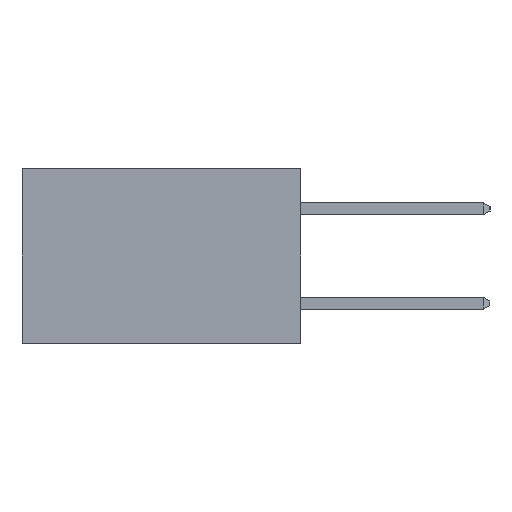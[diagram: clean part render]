
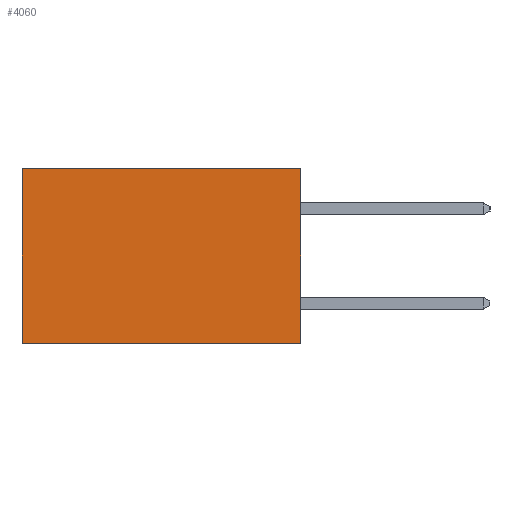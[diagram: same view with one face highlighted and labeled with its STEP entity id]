
A CAD part, left-side view. The second image highlights one B-rep face of the part: STEP entity #4060.
In plain terms, the highlighted planar face has unit normal (-1, 0, 0).
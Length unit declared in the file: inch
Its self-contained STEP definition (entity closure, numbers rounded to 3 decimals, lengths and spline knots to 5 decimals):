
#33 = EDGE_CURVE ( 'NONE', #7114, #6942, #13567, .T. ) ;
#100 = ORIENTED_EDGE ( 'NONE', *, *, #33, .F. ) ;
#790 = EDGE_CURVE ( 'NONE', #7114, #9699, #12095, .T. ) ;
#1445 = CARTESIAN_POINT ( 'NONE',  ( 0.277, 0.59, -0.37 ) ) ;
#1811 = VECTOR ( 'NONE', #5454, 39.37008 ) ;
#3151 = VECTOR ( 'NONE', #10428, 39.37008 ) ;
#3270 = VECTOR ( 'NONE', #4705, 39.37008 ) ;
#4027 = CARTESIAN_POINT ( 'NONE',  ( 0.277, 0., 0. ) ) ;
#4060 = ADVANCED_FACE ( 'NONE', ( #14288 ), #9480, .F. ) ;
#4462 = CARTESIAN_POINT ( 'NONE',  ( 0.277, 0., -0.37 ) ) ;
#4705 = DIRECTION ( 'NONE',  ( 0., 1., 0. ) ) ;
#5376 = ORIENTED_EDGE ( 'NONE', *, *, #9674, .T. ) ;
#5454 = DIRECTION ( 'NONE',  ( 0., 0., -1. ) ) ;
#6388 = ORIENTED_EDGE ( 'NONE', *, *, #790, .T. ) ;
#6942 = VERTEX_POINT ( 'NONE', #11247 ) ;
#7114 = VERTEX_POINT ( 'NONE', #4027 ) ;
#7133 = CARTESIAN_POINT ( 'NONE',  ( 0.277, 0.59, 0. ) ) ;
#8300 = VECTOR ( 'NONE', #13662, 39.37008 ) ;
#9348 = DIRECTION ( 'NONE',  ( 0., 0., -1. ) ) ;
#9467 = DIRECTION ( 'NONE',  ( 1., 0., 0. ) ) ;
#9480 = PLANE ( 'NONE',  #12847 ) ;
#9674 = EDGE_CURVE ( 'NONE', #9699, #10182, #11282, .T. ) ;
#9699 = VERTEX_POINT ( 'NONE', #7133 ) ;
#9709 = CARTESIAN_POINT ( 'NONE',  ( 0.277, 0., -0.37 ) ) ;
#10182 = VERTEX_POINT ( 'NONE', #10676 ) ;
#10379 = CARTESIAN_POINT ( 'NONE',  ( 0.277, 0., 0. ) ) ;
#10401 = CARTESIAN_POINT ( 'NONE',  ( 0.277, 0., -0.37 ) ) ;
#10428 = DIRECTION ( 'NONE',  ( 0., 1., 0. ) ) ;
#10676 = CARTESIAN_POINT ( 'NONE',  ( 0.277, 0.59, -0.37 ) ) ;
#11247 = CARTESIAN_POINT ( 'NONE',  ( 0.277, 0., -0.37 ) ) ;
#11282 = LINE ( 'NONE', #1445, #8300 ) ;
#11641 = EDGE_CURVE ( 'NONE', #6942, #10182, #12212, .T. ) ;
#12095 = LINE ( 'NONE', #10379, #3151 ) ;
#12212 = LINE ( 'NONE', #10401, #3270 ) ;
#12847 = AXIS2_PLACEMENT_3D ( 'NONE', #9709, #9467, #9348 ) ;
#13567 = LINE ( 'NONE', #4462, #1811 ) ;
#13662 = DIRECTION ( 'NONE',  ( 0., 0., -1. ) ) ;
#14131 = ORIENTED_EDGE ( 'NONE', *, *, #11641, .F. ) ;
#14144 = EDGE_LOOP ( 'NONE', ( #5376, #14131, #100, #6388 ) ) ;
#14288 = FACE_OUTER_BOUND ( 'NONE', #14144, .T. ) ;
